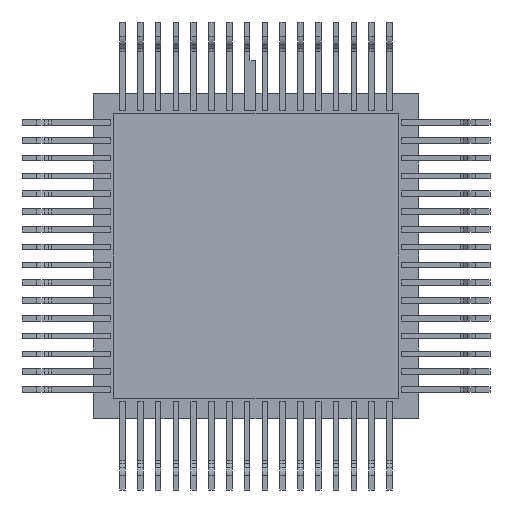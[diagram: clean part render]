
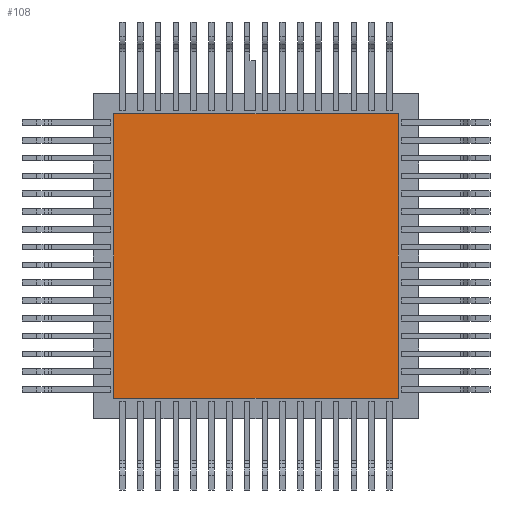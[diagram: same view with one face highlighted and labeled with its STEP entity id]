
A CAD part, front view. The second image highlights one B-rep face of the part: STEP entity #108.
In plain terms, the highlighted planar face has unit normal (0, -1, 0).
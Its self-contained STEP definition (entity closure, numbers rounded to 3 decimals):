
#108=ADVANCED_FACE('',(#9512),#9514,.F.);
#9512=FACE_BOUND('',#9513,.T.);
#9513=EDGE_LOOP('',(#18687,#18688,#18689,#18690));
#9514=PLANE('',#9515);
#9515=AXIS2_PLACEMENT_3D('',#9516,#9517,#9518);
#9516=CARTESIAN_POINT('',(0.,0.,0.));
#9517=DIRECTION('',(0.,1.,0.));
#9518=DIRECTION('',(0.,-0.,1.));
#18687=ORIENTED_EDGE('',*,*,#24537,.F.);
#18688=ORIENTED_EDGE('',*,*,#24547,.F.);
#18689=ORIENTED_EDGE('',*,*,#24544,.F.);
#18690=ORIENTED_EDGE('',*,*,#24541,.F.);
#24537=EDGE_CURVE('',#27472,#27473,#27474,.T.);
#24541=EDGE_CURVE('',#27473,#27480,#27481,.T.);
#24544=EDGE_CURVE('',#27480,#27485,#27486,.T.);
#24547=EDGE_CURVE('',#27485,#27472,#27490,.T.);
#27472=VERTEX_POINT('',#32317);
#27473=VERTEX_POINT('',#32318);
#27474=LINE('',#32319,#32320);
#27480=VERTEX_POINT('',#32333);
#27481=LINE('',#32334,#32335);
#27485=VERTEX_POINT('',#32344);
#27486=LINE('',#32345,#32346);
#27490=LINE('',#32355,#32356);
#32317=CARTESIAN_POINT('',(8.,0.,8.));
#32318=CARTESIAN_POINT('',(8.,0.,-8.));
#32319=CARTESIAN_POINT('',(8.,0.,8.));
#32320=VECTOR('',#32321,1.);
#32321=DIRECTION('',(0.,0.,-1.));
#32333=CARTESIAN_POINT('',(-8.,0.,-8.));
#32334=CARTESIAN_POINT('',(8.,0.,-8.));
#32335=VECTOR('',#32336,1.);
#32336=DIRECTION('',(-1.,0.,0.));
#32344=CARTESIAN_POINT('',(-8.,0.,8.));
#32345=CARTESIAN_POINT('',(-8.,0.,-8.));
#32346=VECTOR('',#32347,1.);
#32347=DIRECTION('',(0.,0.,1.));
#32355=CARTESIAN_POINT('',(-8.,0.,8.));
#32356=VECTOR('',#32357,1.);
#32357=DIRECTION('',(1.,0.,0.));
